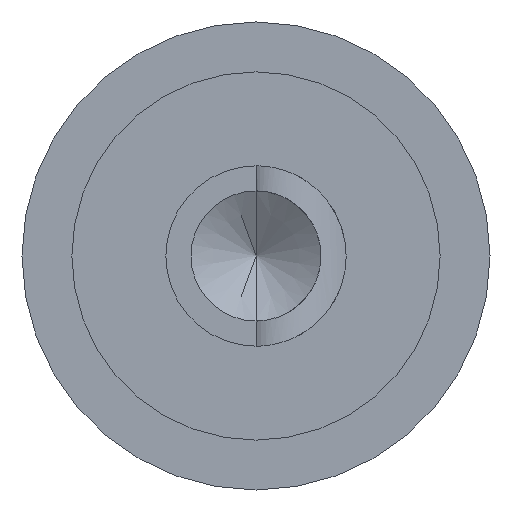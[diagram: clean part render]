
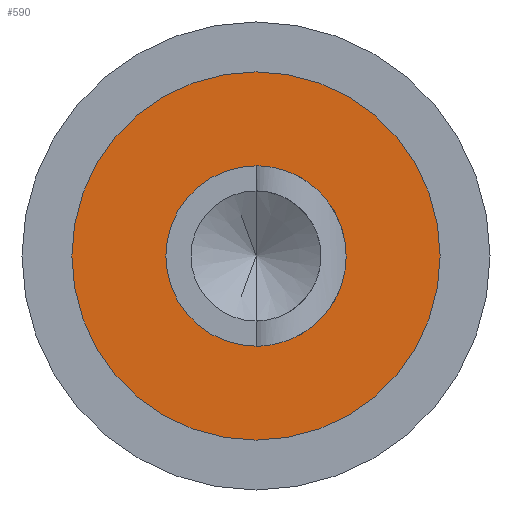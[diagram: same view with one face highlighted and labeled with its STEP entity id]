
A CAD part, front view. The second image highlights one B-rep face of the part: STEP entity #590.
In plain terms, the highlighted planar face has unit normal (0, -1, 0).
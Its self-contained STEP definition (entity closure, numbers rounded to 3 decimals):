
#23 = EDGE_LOOP ( 'NONE', ( #926, #576 ) ) ;
#53 = CARTESIAN_POINT ( 'NONE',  ( -2.125, -9.8, 0. ) ) ;
#97 = DIRECTION ( 'NONE',  ( 1., 0., 0. ) ) ;
#119 = EDGE_CURVE ( 'NONE', #801, #779, #259, .T. ) ;
#126 = DIRECTION ( 'NONE',  ( -1., 0., 0. ) ) ;
#134 = AXIS2_PLACEMENT_3D ( 'NONE', #899, #162, #598 ) ;
#162 = DIRECTION ( 'NONE',  ( 0., 1., 0. ) ) ;
#189 = EDGE_LOOP ( 'NONE', ( #753, #700 ) ) ;
#253 = AXIS2_PLACEMENT_3D ( 'NONE', #328, #408, #688 ) ;
#259 = CIRCLE ( 'NONE', #253, 1.04 ) ;
#264 = CIRCLE ( 'NONE', #134, 1.04 ) ;
#273 = FACE_OUTER_BOUND ( 'NONE', #23, .T. ) ;
#317 = CIRCLE ( 'NONE', #551, 2.125 ) ;
#319 = CARTESIAN_POINT ( 'NONE',  ( 2.125, -9.8, 0. ) ) ;
#328 = CARTESIAN_POINT ( 'NONE',  ( 0., -9.8, 0. ) ) ;
#339 = PLANE ( 'NONE',  #810 ) ;
#361 = FACE_BOUND ( 'NONE', #189, .T. ) ;
#368 = CARTESIAN_POINT ( 'NONE',  ( 1.04, -9.8, 0. ) ) ;
#408 = DIRECTION ( 'NONE',  ( 0., 1., 0. ) ) ;
#409 = DIRECTION ( 'NONE',  ( 0., -1., 0. ) ) ;
#446 = VERTEX_POINT ( 'NONE', #53 ) ;
#482 = AXIS2_PLACEMENT_3D ( 'NONE', #775, #709, #491 ) ;
#491 = DIRECTION ( 'NONE',  ( -1., 0., 0. ) ) ;
#523 = EDGE_CURVE ( 'NONE', #961, #446, #660, .T. ) ;
#551 = AXIS2_PLACEMENT_3D ( 'NONE', #866, #722, #126 ) ;
#576 = ORIENTED_EDGE ( 'NONE', *, *, #523, .F. ) ;
#590 = ADVANCED_FACE ( 'NONE', ( #361, #273 ), #339, .T. ) ;
#598 = DIRECTION ( 'NONE',  ( -1., 0., 0. ) ) ;
#660 = CIRCLE ( 'NONE', #482, 2.125 ) ;
#661 = EDGE_CURVE ( 'NONE', #446, #961, #317, .T. ) ;
#688 = DIRECTION ( 'NONE',  ( -1., 0., 0. ) ) ;
#700 = ORIENTED_EDGE ( 'NONE', *, *, #119, .T. ) ;
#709 = DIRECTION ( 'NONE',  ( 0., 1., 0. ) ) ;
#722 = DIRECTION ( 'NONE',  ( 0., 1., 0. ) ) ;
#739 = CARTESIAN_POINT ( 'NONE',  ( -1.04, -9.8, 0. ) ) ;
#753 = ORIENTED_EDGE ( 'NONE', *, *, #876, .T. ) ;
#775 = CARTESIAN_POINT ( 'NONE',  ( 0., -9.8, 0. ) ) ;
#778 = CARTESIAN_POINT ( 'NONE',  ( -1.04, -9.8, 0. ) ) ;
#779 = VERTEX_POINT ( 'NONE', #739 ) ;
#801 = VERTEX_POINT ( 'NONE', #368 ) ;
#810 = AXIS2_PLACEMENT_3D ( 'NONE', #778, #409, #97 ) ;
#866 = CARTESIAN_POINT ( 'NONE',  ( 0., -9.8, 0. ) ) ;
#876 = EDGE_CURVE ( 'NONE', #779, #801, #264, .T. ) ;
#899 = CARTESIAN_POINT ( 'NONE',  ( 0., -9.8, 0. ) ) ;
#926 = ORIENTED_EDGE ( 'NONE', *, *, #661, .F. ) ;
#961 = VERTEX_POINT ( 'NONE', #319 ) ;
